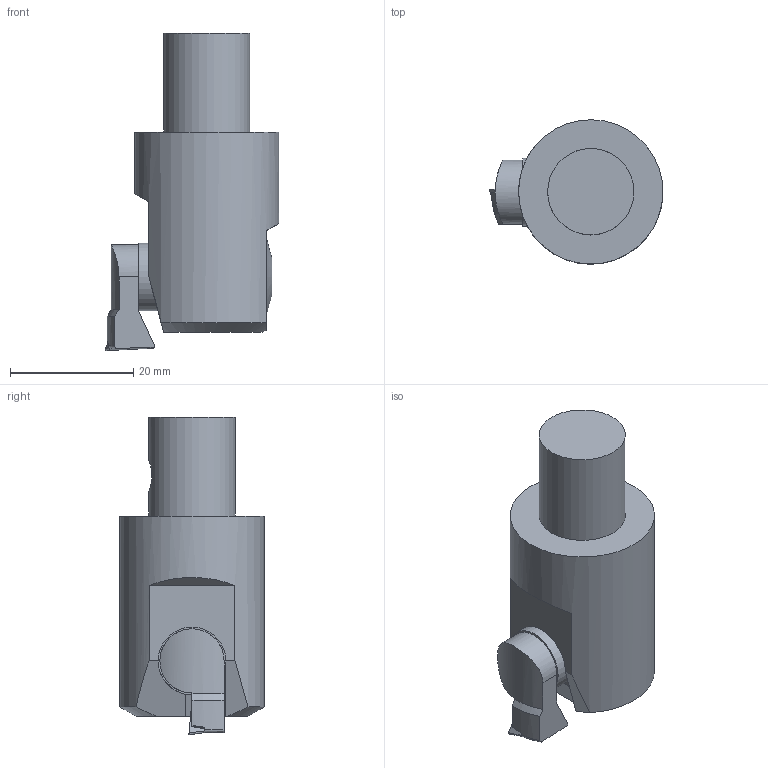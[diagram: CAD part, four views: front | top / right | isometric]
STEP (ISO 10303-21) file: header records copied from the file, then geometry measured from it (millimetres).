
FILE_DESCRIPTION((''),'1');
FILE_NAME('EWN25-47CKB2_ENH2-1_new.stp','2023-03-06T06:08:14',(''),(''),'Spatial Interop R21 SP3','Kubotek KeyCreator 2011 V10.0.2 (22737)',' ');
FILE_SCHEMA(('automotive_design'));
Length unit declared in the file: millimetre
Products named in the file (4): 240[2]; 241[3]
Bounding box: 28.2 x 23.4 x 51.46 mm (x, y, z)
Volume: 15739.5 mm3; surface area: 5240 mm2
Topology: 4 solids, 4 shells, 59 faces, 149 edges, 102 vertices
Faces by surface type: plane 38, cylinder 16, cone 4, torus 1
Full cylindrical faces by diameter (mm): 2.3 x2, 5.2 x1, 11 x2, 14 x1, 23.4 x1
Entity records: 3414 total; most frequent: CARTESIAN_POINT 534, DIRECTION 286, ORIENTED_EDGE 276, PRESENTATION_STYLE_ASSIGNMENT 264, COLOUR_RGB 264, STYLED_ITEM 201, CURVE_STYLE 201, DRAUGHTING_PRE_DEFINED_CURVE_FONT 201
